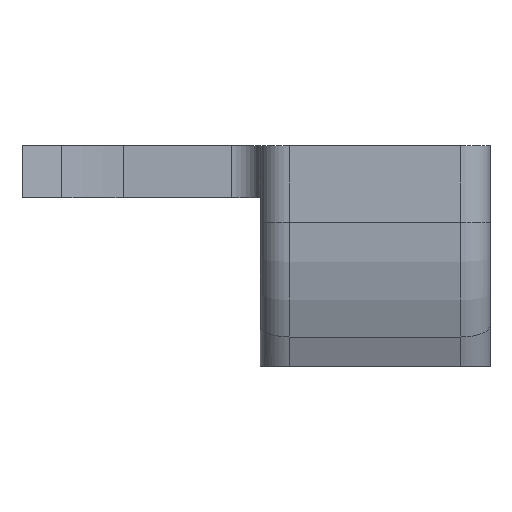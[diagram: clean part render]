
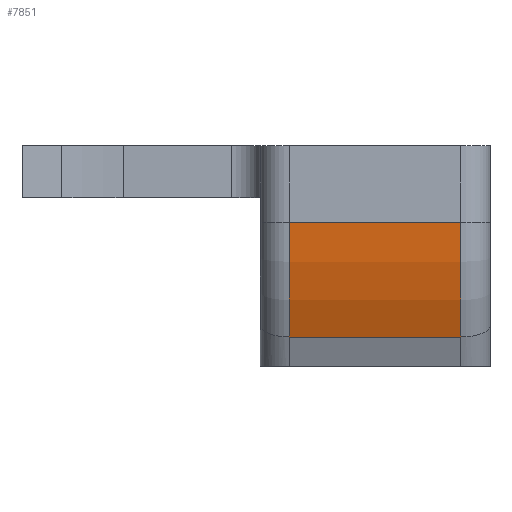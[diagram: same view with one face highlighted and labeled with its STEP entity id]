
A CAD part, left-side view. The second image highlights one B-rep face of the part: STEP entity #7851.
In plain terms, the highlighted cylindrical face has radius 100 mm (diameter 200 mm), a partial arc.
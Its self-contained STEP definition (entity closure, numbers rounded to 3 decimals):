
#57 = CARTESIAN_POINT ( 'NONE',  ( -74.415, -191.5, -65.866 ) ) ;
#433 = AXIS2_PLACEMENT_3D ( 'NONE', #6845, #10252, #8581 ) ;
#716 = EDGE_CURVE ( 'NONE', #3534, #957, #3748, .T. ) ;
#764 = DIRECTION ( 'NONE',  ( 0., 0., 1. ) ) ;
#957 = VERTEX_POINT ( 'NONE', #8320 ) ;
#1255 = EDGE_CURVE ( 'NONE', #5319, #7687, #9815, .T. ) ;
#1346 = DIRECTION ( 'NONE',  ( 0., -1., 0. ) ) ;
#1496 = VECTOR ( 'NONE', #1346, 1000. ) ;
#2105 = DIRECTION ( 'NONE',  ( 0., 0., -1. ) ) ;
#2603 = FACE_OUTER_BOUND ( 'NONE', #4272, .T. ) ;
#2954 = ORIENTED_EDGE ( 'NONE', *, *, #8487, .F. ) ;
#3231 = DIRECTION ( 'NONE',  ( 0., 1., 0. ) ) ;
#3534 = VERTEX_POINT ( 'NONE', #57 ) ;
#3578 = AXIS2_PLACEMENT_3D ( 'NONE', #4799, #7182, #2105 ) ;
#3748 = CIRCLE ( 'NONE', #5895, 100. ) ;
#3925 = LINE ( 'NONE', #6445, #10257 ) ;
#4201 = ORIENTED_EDGE ( 'NONE', *, *, #716, .T. ) ;
#4272 = EDGE_LOOP ( 'NONE', ( #6147, #6633, #2954, #4201 ) ) ;
#4799 = CARTESIAN_POINT ( 'NONE',  ( 17.5, -132.5, -26.474 ) ) ;
#5106 = EDGE_CURVE ( 'NONE', #5319, #957, #7493, .T. ) ;
#5319 = VERTEX_POINT ( 'NONE', #6419 ) ;
#5895 = AXIS2_PLACEMENT_3D ( 'NONE', #10100, #3231, #764 ) ;
#6147 = ORIENTED_EDGE ( 'NONE', *, *, #5106, .F. ) ;
#6419 = CARTESIAN_POINT ( 'NONE',  ( -82.5, -132.5, -26.474 ) ) ;
#6445 = CARTESIAN_POINT ( 'NONE',  ( -74.415, -122.5, -65.866 ) ) ;
#6633 = ORIENTED_EDGE ( 'NONE', *, *, #1255, .T. ) ;
#6845 = CARTESIAN_POINT ( 'NONE',  ( 17.5, -197.5, -26.474 ) ) ;
#7182 = DIRECTION ( 'NONE',  ( 0., -1., 0. ) ) ;
#7493 = LINE ( 'NONE', #10905, #1496 ) ;
#7687 = VERTEX_POINT ( 'NONE', #9332 ) ;
#7851 = ADVANCED_FACE ( 'NONE', ( #2603 ), #9478, .T. ) ;
#8320 = CARTESIAN_POINT ( 'NONE',  ( -82.5, -191.5, -26.474 ) ) ;
#8487 = EDGE_CURVE ( 'NONE', #3534, #7687, #3925, .T. ) ;
#8581 = DIRECTION ( 'NONE',  ( 0., 0., 1. ) ) ;
#9332 = CARTESIAN_POINT ( 'NONE',  ( -74.415, -132.5, -65.866 ) ) ;
#9478 = CYLINDRICAL_SURFACE ( 'NONE', #433, 100. ) ;
#9815 = CIRCLE ( 'NONE', #3578, 100. ) ;
#10100 = CARTESIAN_POINT ( 'NONE',  ( 17.5, -191.5, -26.474 ) ) ;
#10252 = DIRECTION ( 'NONE',  ( 0., 1., 0. ) ) ;
#10257 = VECTOR ( 'NONE', #10636, 1000. ) ;
#10636 = DIRECTION ( 'NONE',  ( 0., 1., 0. ) ) ;
#10905 = CARTESIAN_POINT ( 'NONE',  ( -82.5, -201.5, -26.474 ) ) ;
